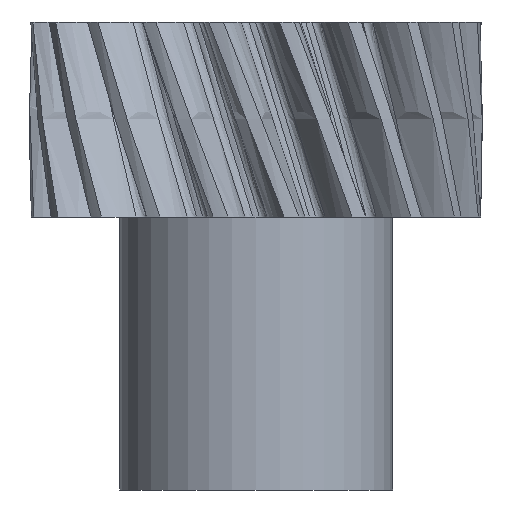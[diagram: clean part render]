
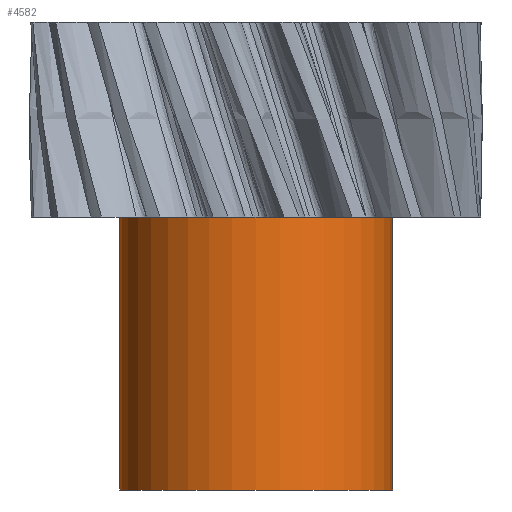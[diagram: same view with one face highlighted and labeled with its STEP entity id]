
A CAD part, front view. The second image highlights one B-rep face of the part: STEP entity #4582.
In plain terms, the highlighted cylindrical face has radius 35 mm (diameter 70 mm), a partial arc.
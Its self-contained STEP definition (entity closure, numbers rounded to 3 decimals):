
#4576 = EDGE_CURVE ( 'NONE', #15753, #15724, #11510, .T. ) ;
#4580 = ORIENTED_EDGE ( 'NONE', *, *, #15783, .T. ) ;
#4582 = ADVANCED_FACE ( 'NONE', ( #16297 ), #16291, .T. ) ;
#4591 = ORIENTED_EDGE ( 'NONE', *, *, #4576, .T. ) ;
#4602 = ORIENTED_EDGE ( 'NONE', *, *, #4675, .F. ) ;
#4675 = EDGE_CURVE ( 'NONE', #15758, #15790, #17621, .T. ) ;
#8300 = CARTESIAN_POINT ( 'NONE',  ( 35., 0., -70. ) ) ;
#8470 = CARTESIAN_POINT ( 'NONE',  ( -35., 0., -70. ) ) ;
#8488 = CARTESIAN_POINT ( 'NONE',  ( -35., 0., 0. ) ) ;
#8734 = DIRECTION ( 'NONE',  ( 0., 0., 1. ) ) ;
#8735 = VECTOR ( 'NONE', #8734, 1000. ) ;
#8736 = CARTESIAN_POINT ( 'NONE',  ( -35., 0., -70. ) ) ;
#8737 = LINE ( 'NONE', #8736, #8735 ) ;
#8761 = DIRECTION ( 'NONE',  ( 0., 0., 1. ) ) ;
#8762 = VECTOR ( 'NONE', #8761, 1000. ) ;
#8763 = CARTESIAN_POINT ( 'NONE',  ( 35., 0., -70. ) ) ;
#8765 = LINE ( 'NONE', #8763, #8762 ) ;
#8795 = CARTESIAN_POINT ( 'NONE',  ( 35., 0., 0. ) ) ;
#11389 = CARTESIAN_POINT ( 'NONE',  ( 0., 0., -70. ) ) ;
#11510 = CIRCLE ( 'NONE', #11559, 35. ) ;
#11558 = DIRECTION ( 'NONE',  ( 0., 0., 1. ) ) ;
#11559 = AXIS2_PLACEMENT_3D ( 'NONE', #11389, #11558, #11586 ) ;
#11586 = DIRECTION ( 'NONE',  ( 1., 0., 0. ) ) ;
#15724 = VERTEX_POINT ( 'NONE', #8300 ) ;
#15753 = VERTEX_POINT ( 'NONE', #8470 ) ;
#15758 = VERTEX_POINT ( 'NONE', #8488 ) ;
#15768 = EDGE_CURVE ( 'NONE', #15753, #15758, #8737, .T. ) ;
#15783 = EDGE_CURVE ( 'NONE', #15724, #15790, #8765, .T. ) ;
#15790 = VERTEX_POINT ( 'NONE', #8795 ) ;
#16291 = CYLINDRICAL_SURFACE ( 'NONE', #16296, 35. ) ;
#16292 = DIRECTION ( 'NONE',  ( 1., 0., 0. ) ) ;
#16293 = DIRECTION ( 'NONE',  ( 0., 0., 1. ) ) ;
#16295 = CARTESIAN_POINT ( 'NONE',  ( 0., 0., -70. ) ) ;
#16296 = AXIS2_PLACEMENT_3D ( 'NONE', #16295, #16293, #16292 ) ;
#16297 = FACE_OUTER_BOUND ( 'NONE', #17092, .T. ) ;
#17092 = EDGE_LOOP ( 'NONE', ( #17093, #4591, #4580, #4602 ) ) ;
#17093 = ORIENTED_EDGE ( 'NONE', *, *, #15768, .F. ) ;
#17452 = DIRECTION ( 'NONE',  ( 1., 0., 0. ) ) ;
#17453 = DIRECTION ( 'NONE',  ( 0., 0., 1. ) ) ;
#17454 = CARTESIAN_POINT ( 'NONE',  ( 0., 0., 0. ) ) ;
#17456 = AXIS2_PLACEMENT_3D ( 'NONE', #17454, #17453, #17452 ) ;
#17621 = CIRCLE ( 'NONE', #17456, 35. ) ;
